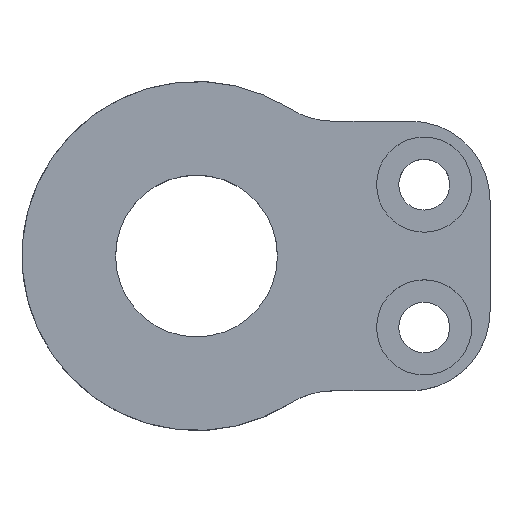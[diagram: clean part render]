
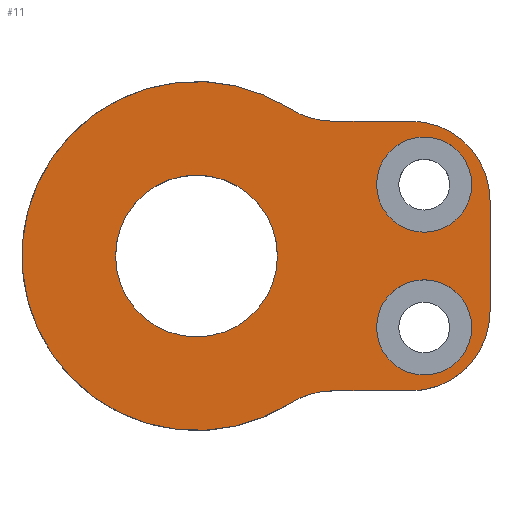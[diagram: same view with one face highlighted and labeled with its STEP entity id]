
A CAD part, top view. The second image highlights one B-rep face of the part: STEP entity #11.
In plain terms, the highlighted planar face has unit normal (0, 0, 1).
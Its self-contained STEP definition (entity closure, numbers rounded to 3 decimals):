
#9 = AXIS2_PLACEMENT_3D ( 'NONE', #425, #236, #162 ) ;
#11 = ADVANCED_FACE ( 'NONE', ( #314, #124, #637, #907 ), #719, .F. ) ;
#13 = VERTEX_POINT ( 'NONE', #46 ) ;
#20 = CARTESIAN_POINT ( 'NONE',  ( -9.912, -8.5, 5. ) ) ;
#30 = VERTEX_POINT ( 'NONE', #229 ) ;
#31 = EDGE_CURVE ( 'NONE', #83, #521, #264, .T. ) ;
#34 = DIRECTION ( 'NONE',  ( 1., 0., 0. ) ) ;
#40 = AXIS2_PLACEMENT_3D ( 'NONE', #874, #267, #358 ) ;
#43 = LINE ( 'NONE', #128, #57 ) ;
#45 = DIRECTION ( 'NONE',  ( 1., 0., 0. ) ) ;
#46 = CARTESIAN_POINT ( 'NONE',  ( 0., -3.5, 5. ) ) ;
#57 = VECTOR ( 'NONE', #1059, 1000. ) ;
#70 = VERTEX_POINT ( 'NONE', #1031 ) ;
#76 = CARTESIAN_POINT ( 'NONE',  ( 0., 8.5, 5. ) ) ;
#80 = CARTESIAN_POINT ( 'NONE',  ( -5., -8.5, 5. ) ) ;
#82 = CARTESIAN_POINT ( 'NONE',  ( -12.596, -9.281, 5. ) ) ;
#83 = VERTEX_POINT ( 'NONE', #82 ) ;
#85 = DIRECTION ( 'NONE',  ( -1., 0., 0. ) ) ;
#88 = EDGE_CURVE ( 'NONE', #30, #1085, #401, .T. ) ;
#92 = VERTEX_POINT ( 'NONE', #767 ) ;
#101 = EDGE_CURVE ( 'NONE', #766, #758, #226, .T. ) ;
#103 = DIRECTION ( 'NONE',  ( 0., 0., -1. ) ) ;
#121 = DIRECTION ( 'NONE',  ( -1., 0., 0. ) ) ;
#124 = FACE_BOUND ( 'NONE', #655, .T. ) ;
#128 = CARTESIAN_POINT ( 'NONE',  ( 0., -8.5, 5. ) ) ;
#148 = ORIENTED_EDGE ( 'NONE', *, *, #1084, .T. ) ;
#154 = VERTEX_POINT ( 'NONE', #342 ) ;
#157 = DIRECTION ( 'NONE',  ( 1., 0., 0. ) ) ;
#162 = DIRECTION ( 'NONE',  ( 1., 0., 0. ) ) ;
#164 = CIRCLE ( 'NONE', #489, 11. ) ;
#190 = CARTESIAN_POINT ( 'NONE',  ( -9.912, 13.5, 5. ) ) ;
#203 = VECTOR ( 'NONE', #85, 1000. ) ;
#210 = DIRECTION ( 'NONE',  ( 0., 0., 1. ) ) ;
#216 = DIRECTION ( 'NONE',  ( -1., 0., 0. ) ) ;
#218 = CARTESIAN_POINT ( 'NONE',  ( -1.15, 4.5, 5. ) ) ;
#223 = EDGE_CURVE ( 'NONE', #586, #83, #164, .T. ) ;
#226 = CIRCLE ( 'NONE', #795, 3. ) ;
#229 = CARTESIAN_POINT ( 'NONE',  ( -7.15, 4.5, 5. ) ) ;
#231 = LINE ( 'NONE', #76, #1049 ) ;
#236 = DIRECTION ( 'NONE',  ( 0., 0., 1. ) ) ;
#257 = ORIENTED_EDGE ( 'NONE', *, *, #101, .F. ) ;
#264 = CIRCLE ( 'NONE', #561, 5. ) ;
#267 = DIRECTION ( 'NONE',  ( 0., 0., 1. ) ) ;
#274 = EDGE_CURVE ( 'NONE', #154, #70, #1010, .T. ) ;
#294 = EDGE_CURVE ( 'NONE', #453, #586, #665, .T. ) ;
#314 = FACE_BOUND ( 'NONE', #781, .T. ) ;
#322 = EDGE_CURVE ( 'NONE', #1085, #30, #325, .T. ) ;
#325 = CIRCLE ( 'NONE', #351, 3. ) ;
#327 = CARTESIAN_POINT ( 'NONE',  ( -7.15, -4.5, 5. ) ) ;
#342 = CARTESIAN_POINT ( 'NONE',  ( 0., 3.5, 5. ) ) ;
#343 = EDGE_CURVE ( 'NONE', #92, #807, #452, .T. ) ;
#346 = AXIS2_PLACEMENT_3D ( 'NONE', #546, #558, #45 ) ;
#351 = AXIS2_PLACEMENT_3D ( 'NONE', #900, #210, #34 ) ;
#358 = DIRECTION ( 'NONE',  ( 1., 0., 0. ) ) ;
#362 = CARTESIAN_POINT ( 'NONE',  ( -18.5, 0., 5. ) ) ;
#376 = ORIENTED_EDGE ( 'NONE', *, *, #503, .F. ) ;
#394 = CARTESIAN_POINT ( 'NONE',  ( -9.912, -13.5, 5. ) ) ;
#401 = CIRCLE ( 'NONE', #418, 3. ) ;
#418 = AXIS2_PLACEMENT_3D ( 'NONE', #1107, #839, #427 ) ;
#423 = ORIENTED_EDGE ( 'NONE', *, *, #631, .T. ) ;
#425 = CARTESIAN_POINT ( 'NONE',  ( -4.15, -4.5, 5. ) ) ;
#427 = DIRECTION ( 'NONE',  ( 1., 0., 0. ) ) ;
#443 = CARTESIAN_POINT ( 'NONE',  ( -5., 3.5, 5. ) ) ;
#446 = EDGE_CURVE ( 'NONE', #758, #766, #865, .T. ) ;
#448 = DIRECTION ( 'NONE',  ( -1., 0., 0. ) ) ;
#452 = CIRCLE ( 'NONE', #346, 5.1 ) ;
#453 = VERTEX_POINT ( 'NONE', #493 ) ;
#454 = AXIS2_PLACEMENT_3D ( 'NONE', #556, #897, #121 ) ;
#489 = AXIS2_PLACEMENT_3D ( 'NONE', #362, #960, #708 ) ;
#493 = CARTESIAN_POINT ( 'NONE',  ( -9.912, 8.5, 5. ) ) ;
#495 = EDGE_CURVE ( 'NONE', #70, #453, #527, .T. ) ;
#503 = EDGE_CURVE ( 'NONE', #807, #92, #1062, .T. ) ;
#520 = CARTESIAN_POINT ( 'NONE',  ( -18.5, 8.5, 5. ) ) ;
#521 = VERTEX_POINT ( 'NONE', #20 ) ;
#527 = LINE ( 'NONE', #520, #203 ) ;
#546 = CARTESIAN_POINT ( 'NONE',  ( -18.5, 0., 5. ) ) ;
#556 = CARTESIAN_POINT ( 'NONE',  ( -5., -3.5, 5. ) ) ;
#558 = DIRECTION ( 'NONE',  ( 0., 0., 1. ) ) ;
#561 = AXIS2_PLACEMENT_3D ( 'NONE', #394, #732, #998 ) ;
#567 = DIRECTION ( 'NONE',  ( 0., 1., 0. ) ) ;
#583 = ORIENTED_EDGE ( 'NONE', *, *, #768, .T. ) ;
#586 = VERTEX_POINT ( 'NONE', #958 ) ;
#590 = CARTESIAN_POINT ( 'NONE',  ( -4.15, -4.5, 5. ) ) ;
#617 = EDGE_LOOP ( 'NONE', ( #813, #376 ) ) ;
#622 = ORIENTED_EDGE ( 'NONE', *, *, #446, .F. ) ;
#631 = EDGE_CURVE ( 'NONE', #521, #1043, #43, .T. ) ;
#637 = FACE_OUTER_BOUND ( 'NONE', #1106, .T. ) ;
#651 = ORIENTED_EDGE ( 'NONE', *, *, #88, .F. ) ;
#655 = EDGE_LOOP ( 'NONE', ( #257, #622 ) ) ;
#665 = CIRCLE ( 'NONE', #827, 5. ) ;
#708 = DIRECTION ( 'NONE',  ( 1., 0., 0. ) ) ;
#719 = PLANE ( 'NONE',  #871 ) ;
#732 = DIRECTION ( 'NONE',  ( 0., 0., -1. ) ) ;
#751 = CARTESIAN_POINT ( 'NONE',  ( -1.15, -4.5, 5. ) ) ;
#755 = DIRECTION ( 'NONE',  ( 0., 0., 1. ) ) ;
#756 = AXIS2_PLACEMENT_3D ( 'NONE', #443, #787, #796 ) ;
#758 = VERTEX_POINT ( 'NONE', #327 ) ;
#766 = VERTEX_POINT ( 'NONE', #751 ) ;
#767 = CARTESIAN_POINT ( 'NONE',  ( -13.4, 0., 5. ) ) ;
#768 = EDGE_CURVE ( 'NONE', #13, #154, #231, .T. ) ;
#781 = EDGE_LOOP ( 'NONE', ( #1103, #651 ) ) ;
#787 = DIRECTION ( 'NONE',  ( 0., 0., 1. ) ) ;
#795 = AXIS2_PLACEMENT_3D ( 'NONE', #590, #755, #157 ) ;
#796 = DIRECTION ( 'NONE',  ( -1., 0., 0. ) ) ;
#801 = ORIENTED_EDGE ( 'NONE', *, *, #31, .T. ) ;
#807 = VERTEX_POINT ( 'NONE', #1009 ) ;
#813 = ORIENTED_EDGE ( 'NONE', *, *, #343, .F. ) ;
#822 = ORIENTED_EDGE ( 'NONE', *, *, #223, .T. ) ;
#827 = AXIS2_PLACEMENT_3D ( 'NONE', #190, #103, #448 ) ;
#839 = DIRECTION ( 'NONE',  ( 0., 0., 1. ) ) ;
#865 = CIRCLE ( 'NONE', #9, 3. ) ;
#871 = AXIS2_PLACEMENT_3D ( 'NONE', #1067, #986, #216 ) ;
#874 = CARTESIAN_POINT ( 'NONE',  ( -18.5, 0., 5. ) ) ;
#897 = DIRECTION ( 'NONE',  ( 0., 0., 1. ) ) ;
#900 = CARTESIAN_POINT ( 'NONE',  ( -4.15, 4.5, 5. ) ) ;
#907 = FACE_BOUND ( 'NONE', #617, .T. ) ;
#956 = CIRCLE ( 'NONE', #454, 5. ) ;
#958 = CARTESIAN_POINT ( 'NONE',  ( -12.596, 9.281, 5. ) ) ;
#959 = ORIENTED_EDGE ( 'NONE', *, *, #294, .T. ) ;
#960 = DIRECTION ( 'NONE',  ( 0., 0., 1. ) ) ;
#986 = DIRECTION ( 'NONE',  ( 0., 0., -1. ) ) ;
#998 = DIRECTION ( 'NONE',  ( -1., 0., 0. ) ) ;
#1008 = ORIENTED_EDGE ( 'NONE', *, *, #274, .T. ) ;
#1009 = CARTESIAN_POINT ( 'NONE',  ( -23.6, 0., 5. ) ) ;
#1010 = CIRCLE ( 'NONE', #756, 5. ) ;
#1031 = CARTESIAN_POINT ( 'NONE',  ( -5., 8.5, 5. ) ) ;
#1043 = VERTEX_POINT ( 'NONE', #80 ) ;
#1049 = VECTOR ( 'NONE', #567, 1000. ) ;
#1059 = DIRECTION ( 'NONE',  ( 1., 0., 0. ) ) ;
#1062 = CIRCLE ( 'NONE', #40, 5.1 ) ;
#1067 = CARTESIAN_POINT ( 'NONE',  ( -18.5, 0., 5. ) ) ;
#1083 = ORIENTED_EDGE ( 'NONE', *, *, #495, .T. ) ;
#1084 = EDGE_CURVE ( 'NONE', #1043, #13, #956, .T. ) ;
#1085 = VERTEX_POINT ( 'NONE', #218 ) ;
#1103 = ORIENTED_EDGE ( 'NONE', *, *, #322, .F. ) ;
#1106 = EDGE_LOOP ( 'NONE', ( #1083, #959, #822, #801, #423, #148, #583, #1008 ) ) ;
#1107 = CARTESIAN_POINT ( 'NONE',  ( -4.15, 4.5, 5. ) ) ;
